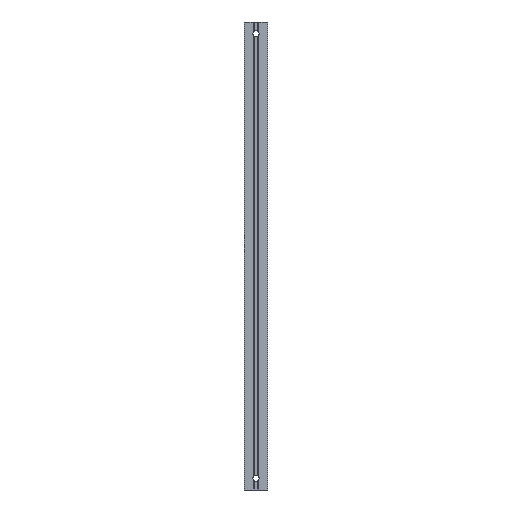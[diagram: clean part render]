
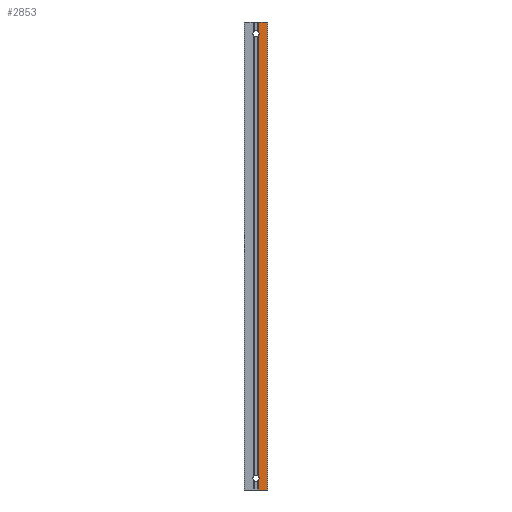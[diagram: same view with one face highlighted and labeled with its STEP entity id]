
A CAD part, front view. The second image highlights one B-rep face of the part: STEP entity #2853.
In plain terms, the highlighted planar face has unit normal (0, -1, 0).
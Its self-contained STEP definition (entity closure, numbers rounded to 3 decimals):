
#188 = LINE ( 'NONE', #4472, #7501 ) ;
#208 = LINE ( 'NONE', #2072, #6100 ) ;
#293 = CARTESIAN_POINT ( 'NONE',  ( 0., -7.5, 289.5 ) ) ;
#614 = VECTOR ( 'NONE', #10045, 1000. ) ;
#650 = ORIENTED_EDGE ( 'NONE', *, *, #7363, .T. ) ;
#987 = VECTOR ( 'NONE', #3707, 1000. ) ;
#1267 = DIRECTION ( 'NONE',  ( 0., 0., -1. ) ) ;
#1860 = CARTESIAN_POINT ( 'NONE',  ( 1.75, -7.5, 297. ) ) ;
#1934 = CARTESIAN_POINT ( 'NONE',  ( 7.5, -7.5, 297. ) ) ;
#2000 = CARTESIAN_POINT ( 'NONE',  ( 1.75, -7.5, 297. ) ) ;
#2072 = CARTESIAN_POINT ( 'NONE',  ( 7.5, -7.5, 297. ) ) ;
#2272 = EDGE_CURVE ( 'NONE', #5872, #10089, #9958, .T. ) ;
#2353 = EDGE_CURVE ( 'NONE', #10089, #7552, #3649, .T. ) ;
#2520 = CARTESIAN_POINT ( 'NONE',  ( 1.75, -7.5, 6.532 ) ) ;
#2559 = CARTESIAN_POINT ( 'NONE',  ( 7.25, -7.5, 297. ) ) ;
#2686 = VERTEX_POINT ( 'NONE', #7766 ) ;
#2725 = PLANE ( 'NONE',  #4512 ) ;
#2771 = DIRECTION ( 'NONE',  ( 0., 0., -1. ) ) ;
#2853 = ADVANCED_FACE ( 'NONE', ( #4463 ), #2725, .F. ) ;
#3467 = CARTESIAN_POINT ( 'NONE',  ( 7.5, -7.5, 0. ) ) ;
#3616 = ORIENTED_EDGE ( 'NONE', *, *, #9703, .F. ) ;
#3649 = LINE ( 'NONE', #3467, #987 ) ;
#3655 = DIRECTION ( 'NONE',  ( -1., 0., 0. ) ) ;
#3707 = DIRECTION ( 'NONE',  ( 1., 0., 0. ) ) ;
#4463 = FACE_OUTER_BOUND ( 'NONE', #7371, .T. ) ;
#4472 = CARTESIAN_POINT ( 'NONE',  ( 7.25, -7.5, 297. ) ) ;
#4491 = VECTOR ( 'NONE', #1267, 1000. ) ;
#4512 = AXIS2_PLACEMENT_3D ( 'NONE', #1934, #10616, #3655 ) ;
#5269 = CARTESIAN_POINT ( 'NONE',  ( 1.75, -7.5, 288.532 ) ) ;
#5307 = EDGE_CURVE ( 'NONE', #6377, #11377, #6008, .T. ) ;
#5488 = CARTESIAN_POINT ( 'NONE',  ( 1.75, -7.5, 297. ) ) ;
#5512 = CARTESIAN_POINT ( 'NONE',  ( 1.75, -7.5, 290.468 ) ) ;
#5516 = ORIENTED_EDGE ( 'NONE', *, *, #2353, .T. ) ;
#5872 = VERTEX_POINT ( 'NONE', #2520 ) ;
#6008 = CIRCLE ( 'NONE', #10847, 2. ) ;
#6100 = VECTOR ( 'NONE', #6226, 1000. ) ;
#6215 = VERTEX_POINT ( 'NONE', #2559 ) ;
#6226 = DIRECTION ( 'NONE',  ( 1., 0., 0. ) ) ;
#6377 = VERTEX_POINT ( 'NONE', #5269 ) ;
#6457 = ORIENTED_EDGE ( 'NONE', *, *, #8470, .F. ) ;
#6499 = LINE ( 'NONE', #2000, #614 ) ;
#6518 = DIRECTION ( 'NONE',  ( 0., -1., 0. ) ) ;
#6996 = AXIS2_PLACEMENT_3D ( 'NONE', #9202, #6518, #10171 ) ;
#7111 = LINE ( 'NONE', #1860, #7547 ) ;
#7132 = DIRECTION ( 'NONE',  ( 0., 0., 1. ) ) ;
#7363 = EDGE_CURVE ( 'NONE', #2686, #11377, #6499, .T. ) ;
#7371 = EDGE_LOOP ( 'NONE', ( #10889, #7526, #3616, #10755, #5516, #9887, #6457, #650 ) ) ;
#7501 = VECTOR ( 'NONE', #7132, 1000. ) ;
#7526 = ORIENTED_EDGE ( 'NONE', *, *, #9134, .T. ) ;
#7547 = VECTOR ( 'NONE', #8924, 1000. ) ;
#7552 = VERTEX_POINT ( 'NONE', #9449 ) ;
#7766 = CARTESIAN_POINT ( 'NONE',  ( 1.75, -7.5, 297. ) ) ;
#8470 = EDGE_CURVE ( 'NONE', #2686, #6215, #208, .T. ) ;
#8924 = DIRECTION ( 'NONE',  ( 0., 0., -1. ) ) ;
#9134 = EDGE_CURVE ( 'NONE', #6377, #11252, #7111, .T. ) ;
#9202 = CARTESIAN_POINT ( 'NONE',  ( 0., -7.5, 7.5 ) ) ;
#9449 = CARTESIAN_POINT ( 'NONE',  ( 7.25, -7.5, 0. ) ) ;
#9703 = EDGE_CURVE ( 'NONE', #5872, #11252, #10165, .T. ) ;
#9806 = CARTESIAN_POINT ( 'NONE',  ( 1.75, -7.5, 8.468 ) ) ;
#9887 = ORIENTED_EDGE ( 'NONE', *, *, #11205, .T. ) ;
#9958 = LINE ( 'NONE', #5488, #4491 ) ;
#10045 = DIRECTION ( 'NONE',  ( 0., 0., -1. ) ) ;
#10089 = VERTEX_POINT ( 'NONE', #11202 ) ;
#10165 = CIRCLE ( 'NONE', #6996, 2. ) ;
#10171 = DIRECTION ( 'NONE',  ( 0., 0., -1. ) ) ;
#10616 = DIRECTION ( 'NONE',  ( 0., 1., 0. ) ) ;
#10718 = DIRECTION ( 'NONE',  ( 0., -1., 0. ) ) ;
#10755 = ORIENTED_EDGE ( 'NONE', *, *, #2272, .T. ) ;
#10847 = AXIS2_PLACEMENT_3D ( 'NONE', #293, #10718, #2771 ) ;
#10889 = ORIENTED_EDGE ( 'NONE', *, *, #5307, .F. ) ;
#11202 = CARTESIAN_POINT ( 'NONE',  ( 1.75, -7.5, 0. ) ) ;
#11205 = EDGE_CURVE ( 'NONE', #7552, #6215, #188, .T. ) ;
#11252 = VERTEX_POINT ( 'NONE', #9806 ) ;
#11377 = VERTEX_POINT ( 'NONE', #5512 ) ;
